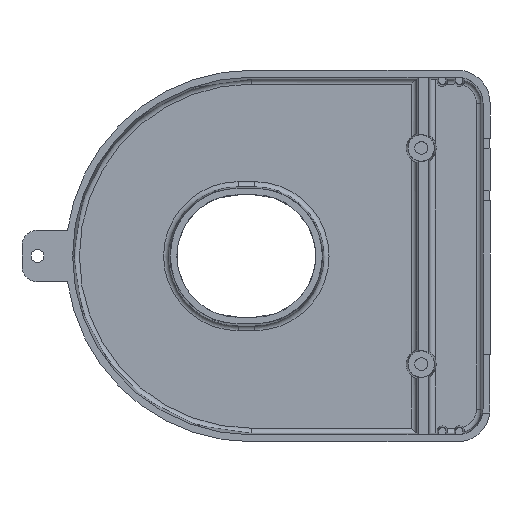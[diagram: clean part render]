
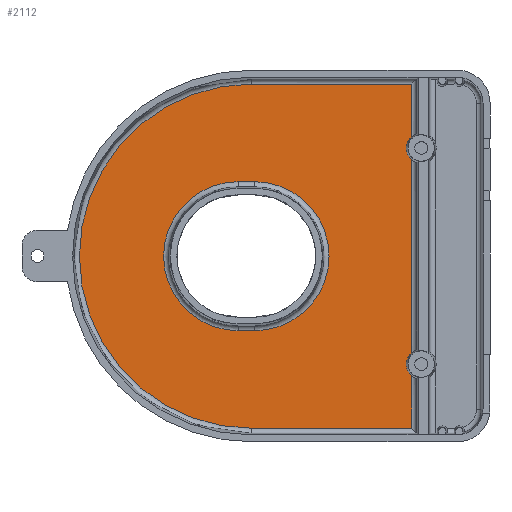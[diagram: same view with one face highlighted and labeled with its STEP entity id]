
A CAD part, top view. The second image highlights one B-rep face of the part: STEP entity #2112.
In plain terms, the highlighted planar face has unit normal (0, 0, 1).
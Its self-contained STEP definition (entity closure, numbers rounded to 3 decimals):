
#160=CIRCLE('',#2278,2.9);
#164=CIRCLE('',#2294,14.483);
#165=CIRCLE('',#2295,14.483);
#166=CIRCLE('',#2296,2.9);
#167=CIRCLE('',#2297,33.447);
#407=ORIENTED_EDGE('',*,*,#1015,.T.);
#408=ORIENTED_EDGE('',*,*,#1016,.T.);
#409=ORIENTED_EDGE('',*,*,#1017,.T.);
#410=ORIENTED_EDGE('',*,*,#1018,.T.);
#411=ORIENTED_EDGE('',*,*,#1019,.T.);
#412=ORIENTED_EDGE('',*,*,#986,.T.);
#413=ORIENTED_EDGE('',*,*,#992,.T.);
#414=ORIENTED_EDGE('',*,*,#1020,.T.);
#415=ORIENTED_EDGE('',*,*,#1003,.T.);
#416=ORIENTED_EDGE('',*,*,#1021,.T.);
#417=ORIENTED_EDGE('',*,*,#1022,.T.);
#418=ORIENTED_EDGE('',*,*,#1023,.T.);
#986=EDGE_CURVE('',#1288,#1287,#160,.T.);
#992=EDGE_CURVE('',#1287,#1291,#1461,.T.);
#1003=EDGE_CURVE('',#1299,#1300,#1468,.T.);
#1015=EDGE_CURVE('',#1307,#1308,#164,.T.);
#1016=EDGE_CURVE('',#1308,#1309,#1473,.T.);
#1017=EDGE_CURVE('',#1309,#1310,#165,.T.);
#1018=EDGE_CURVE('',#1310,#1307,#1474,.T.);
#1019=EDGE_CURVE('',#1311,#1288,#1475,.T.);
#1020=EDGE_CURVE('',#1291,#1299,#166,.T.);
#1021=EDGE_CURVE('',#1300,#1312,#1476,.T.);
#1022=EDGE_CURVE('',#1312,#1313,#167,.F.);
#1023=EDGE_CURVE('',#1313,#1311,#1477,.T.);
#1287=VERTEX_POINT('',#3391);
#1288=VERTEX_POINT('',#3393);
#1291=VERTEX_POINT('',#3411);
#1299=VERTEX_POINT('',#3449);
#1300=VERTEX_POINT('',#3450);
#1307=VERTEX_POINT('',#3485);
#1308=VERTEX_POINT('',#3486);
#1309=VERTEX_POINT('',#3488);
#1310=VERTEX_POINT('',#3490);
#1311=VERTEX_POINT('',#3493);
#1312=VERTEX_POINT('',#3496);
#1313=VERTEX_POINT('',#3498);
#1461=LINE('',#3410,#1635);
#1468=LINE('',#3448,#1642);
#1473=LINE('',#3487,#1647);
#1474=LINE('',#3491,#1648);
#1475=LINE('',#3492,#1649);
#1476=LINE('',#3495,#1650);
#1477=LINE('',#3499,#1651);
#1635=VECTOR('',#2649,1000.);
#1642=VECTOR('',#2664,1000.);
#1647=VECTOR('',#2687,1000.);
#1648=VECTOR('',#2690,1000.);
#1649=VECTOR('',#2691,1000.);
#1650=VECTOR('',#2694,1000.);
#1651=VECTOR('',#2697,1000.);
#1777=EDGE_LOOP('',(#407,#408,#409,#410));
#1778=EDGE_LOOP('',(#411,#412,#413,#414,#415,#416,#417,#418));
#1912=FACE_BOUND('',#1777,.T.);
#1913=FACE_BOUND('',#1778,.T.);
#2032=PLANE('',#2293);
#2112=ADVANCED_FACE('',(#1912,#1913),#2032,.F.);
#2278=AXIS2_PLACEMENT_3D('',#3392,#2639,#2640);
#2293=AXIS2_PLACEMENT_3D('',#3483,#2683,#2684);
#2294=AXIS2_PLACEMENT_3D('',#3484,#2685,#2686);
#2295=AXIS2_PLACEMENT_3D('',#3489,#2688,#2689);
#2296=AXIS2_PLACEMENT_3D('',#3494,#2692,#2693);
#2297=AXIS2_PLACEMENT_3D('',#3497,#2695,#2696);
#2639=DIRECTION('',(0.,0.,-1.));
#2640=DIRECTION('',(1.,0.,0.));
#2649=DIRECTION('',(0.,1.,0.));
#2664=DIRECTION('',(0.,1.,0.));
#2683=DIRECTION('',(0.,0.,-1.));
#2684=DIRECTION('',(-1.,0.,0.));
#2685=DIRECTION('',(0.,0.,-1.));
#2686=DIRECTION('',(-1.,0.,0.));
#2687=DIRECTION('',(-1.,0.,0.));
#2688=DIRECTION('',(0.,0.,-1.));
#2689=DIRECTION('',(-1.,0.,0.));
#2690=DIRECTION('',(1.,0.,0.));
#2691=DIRECTION('',(0.,1.,0.));
#2692=DIRECTION('',(0.,0.,-1.));
#2693=DIRECTION('',(1.,0.,0.));
#2694=DIRECTION('',(-1.,0.,0.));
#2695=DIRECTION('',(0.,0.,-1.));
#2696=DIRECTION('',(-1.,0.,0.));
#2697=DIRECTION('',(1.,0.,0.));
#3391=CARTESIAN_POINT('',(32.117,-18.794,1.4));
#3392=CARTESIAN_POINT('',(34.,-21.,1.4));
#3393=CARTESIAN_POINT('',(32.117,-23.206,1.4));
#3410=CARTESIAN_POINT('',(32.117,34.43,1.4));
#3411=CARTESIAN_POINT('',(32.117,18.794,1.4));
#3448=CARTESIAN_POINT('',(32.117,34.43,1.4));
#3449=CARTESIAN_POINT('',(32.117,23.206,1.4));
#3450=CARTESIAN_POINT('',(32.117,33.447,1.4));
#3483=CARTESIAN_POINT('',(1.,0.,1.4));
#3484=CARTESIAN_POINT('',(1.6,0.,1.4));
#3485=CARTESIAN_POINT('',(1.6,14.483,1.4));
#3486=CARTESIAN_POINT('',(1.6,-14.483,1.4));
#3487=CARTESIAN_POINT('',(1.,-14.483,1.4));
#3488=CARTESIAN_POINT('',(-1.6,-14.483,1.4));
#3489=CARTESIAN_POINT('',(-1.6,0.,1.4));
#3490=CARTESIAN_POINT('',(-1.6,14.483,1.4));
#3491=CARTESIAN_POINT('',(1.,14.483,1.4));
#3492=CARTESIAN_POINT('',(32.117,34.43,1.4));
#3493=CARTESIAN_POINT('',(32.117,-33.447,1.4));
#3494=CARTESIAN_POINT('',(34.,21.,1.4));
#3495=CARTESIAN_POINT('',(1.,33.447,1.4));
#3496=CARTESIAN_POINT('',(1.,33.447,1.4));
#3497=CARTESIAN_POINT('',(1.,0.,1.4));
#3498=CARTESIAN_POINT('',(1.,-33.447,1.4));
#3499=CARTESIAN_POINT('',(33.1,-33.447,1.4));
